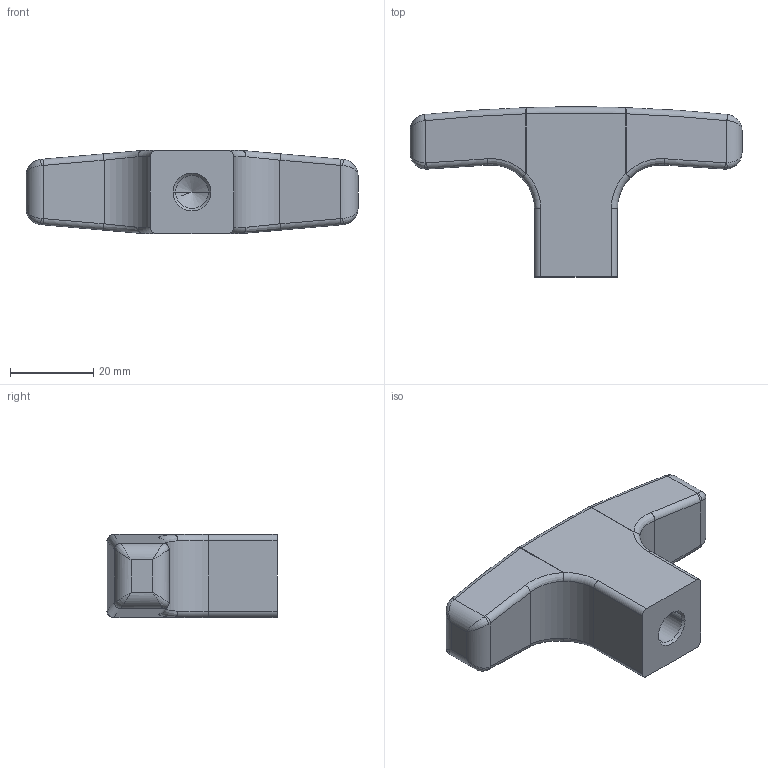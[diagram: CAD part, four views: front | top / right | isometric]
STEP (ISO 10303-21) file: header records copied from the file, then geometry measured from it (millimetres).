
FILE_DESCRIPTION(('STEP AP214'),'1');
FILE_NAME(' ',' ',('TraceParts'),('TraceParts S.A.'),'XStep 1.0',' ',' ');
FILE_SCHEMA(('automotive_design'));
Length unit declared in the file: millimetre
Products named in the file (1): 1
Bounding box: 80 x 40.98 x 20 mm (x, y, z)
Volume: 30049.9 mm3; surface area: 7672.6 mm2
Topology: 1 solids, 1 shells, 83 faces, 196 edges, 99 vertices
Faces by surface type: cylinder 27, bspline 24, plane 14, sphere 8, torus 6, cone 4
Entity records: 10795 total; most frequent: CARTESIAN_POINT 7105, STYLED_ITEM 360, PRESENTATION_STYLE_ASSIGNMENT 360, COLOUR_RGB 360, ORIENTED_EDGE 356, DIRECTION 324, EDGE_CURVE 178, CURVE_STYLE 178
